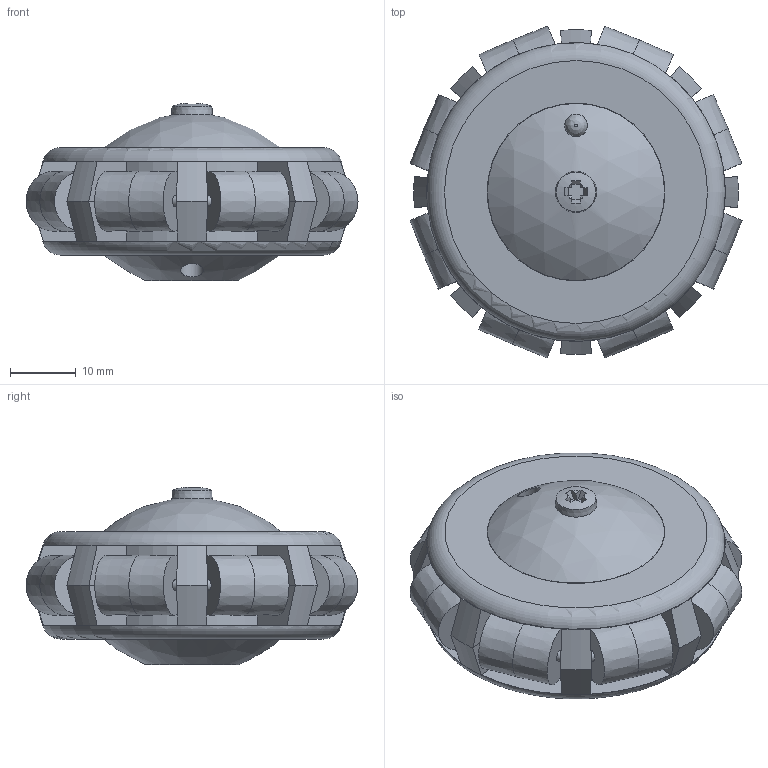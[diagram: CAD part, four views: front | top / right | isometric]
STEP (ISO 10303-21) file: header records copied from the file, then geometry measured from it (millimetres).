
FILE_DESCRIPTION(/* description */ (''),/* implementation_level */ '2;1');
FILE_NAME(/* name */ 'Flexiwheel with Hub.iam.stp',/* time_stamp */ '2014-02-20T18:10:43-05:00',/* author */ ('Spooner'),/* organization */ (''),/* preprocessor_version */ 'ST-DEVELOPER v15.2',/* originating_system */ 'Autodesk Inventor 2014',/* authorisation */ '');
FILE_SCHEMA (('AUTOMOTIVE_DESIGN { 1 0 10303 214 3 1 1 }'));
Length unit declared in the file: inch
Products named in the file (7): Flexiwheel Hub - Motor Side; Flexiwheel Hub - Out Side; Flexiwheel - Half Wheel; Flexiwheel Roller; Flexiwheel; JIS B 1111 - M3x6(1); Flexiwheel with Hub
Bounding box: 50.65 x 50.63 x 27.05 mm (x, y, z)
Volume: 25450.3 mm3; surface area: 19643.6 mm2
Topology: 13 solids, 13 shells, 286 faces, 648 edges, 417 vertices
Faces by surface type: plane 147, cylinder 86, cone 45, bspline 3, torus 3, sphere 2
Full cylindrical faces by diameter (mm): 1.626 x16, 2.286 x2, 2.5 x1, 3 x1, 3.454 x4, 5.08 x1, 6.452 x4, 13.665 x2, 13.843 x1, 13.868 x1, 27 x1, 27.026 x1, 27.127 x2
Entity records: 4444 total; most frequent: CARTESIAN_POINT 901, DIRECTION 751, ORIENTED_EDGE 628, EDGE_CURVE 314, AXIS2_PLACEMENT_3D 297, VERTEX_POINT 221, EDGE_LOOP 199, LINE 157
